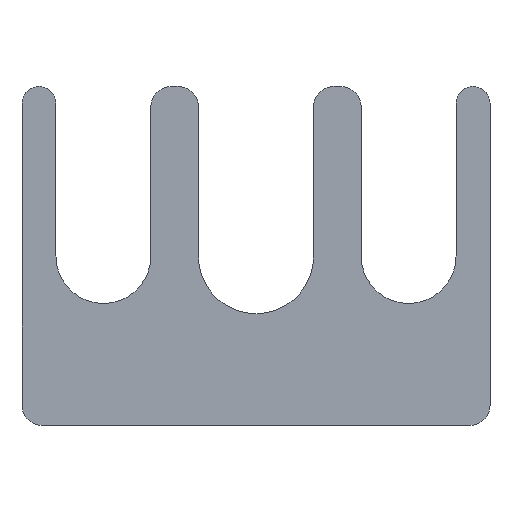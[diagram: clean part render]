
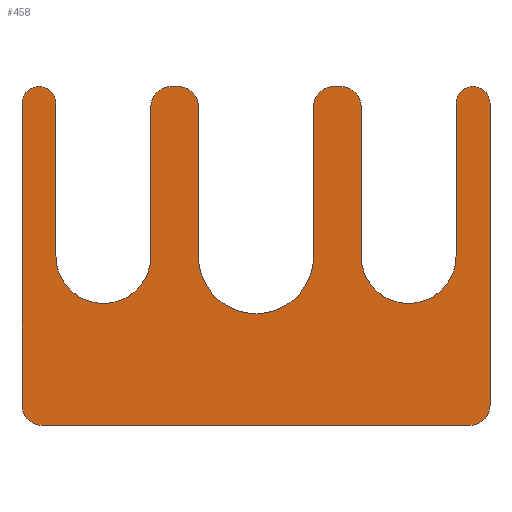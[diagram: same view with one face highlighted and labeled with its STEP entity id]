
A CAD part, top view. The second image highlights one B-rep face of the part: STEP entity #458.
In plain terms, the highlighted planar face has unit normal (0, 0, 1).
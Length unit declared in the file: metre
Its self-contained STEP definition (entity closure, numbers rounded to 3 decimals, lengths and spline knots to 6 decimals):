
#23=PLANE('',#517);
#29=LINE('',#672,#73);
#33=LINE('',#684,#77);
#37=LINE('',#696,#81);
#41=LINE('',#708,#85);
#45=LINE('',#720,#89);
#49=LINE('',#732,#93);
#53=LINE('',#744,#97);
#57=LINE('',#756,#101);
#61=LINE('',#768,#105);
#65=LINE('',#780,#109);
#68=LINE('',#789,#112);
#73=VECTOR('',#533,1.);
#77=VECTOR('',#545,1.);
#81=VECTOR('',#557,1.);
#85=VECTOR('',#569,1.);
#89=VECTOR('',#581,1.);
#93=VECTOR('',#593,1.);
#97=VECTOR('',#605,1.);
#101=VECTOR('',#617,1.);
#105=VECTOR('',#629,1.);
#109=VECTOR('',#641,1.);
#112=VECTOR('',#652,1.);
#201=ORIENTED_EDGE('',*,*,#247,.T.);
#202=ORIENTED_EDGE('',*,*,#251,.F.);
#203=ORIENTED_EDGE('',*,*,#254,.T.);
#204=ORIENTED_EDGE('',*,*,#257,.F.);
#205=ORIENTED_EDGE('',*,*,#260,.T.);
#206=ORIENTED_EDGE('',*,*,#263,.T.);
#207=ORIENTED_EDGE('',*,*,#266,.T.);
#208=ORIENTED_EDGE('',*,*,#269,.F.);
#209=ORIENTED_EDGE('',*,*,#272,.T.);
#210=ORIENTED_EDGE('',*,*,#275,.T.);
#211=ORIENTED_EDGE('',*,*,#278,.T.);
#212=ORIENTED_EDGE('',*,*,#281,.T.);
#213=ORIENTED_EDGE('',*,*,#284,.T.);
#214=ORIENTED_EDGE('',*,*,#287,.F.);
#215=ORIENTED_EDGE('',*,*,#290,.F.);
#216=ORIENTED_EDGE('',*,*,#293,.T.);
#217=ORIENTED_EDGE('',*,*,#296,.T.);
#218=ORIENTED_EDGE('',*,*,#299,.T.);
#219=ORIENTED_EDGE('',*,*,#302,.T.);
#220=ORIENTED_EDGE('',*,*,#305,.F.);
#221=ORIENTED_EDGE('',*,*,#308,.F.);
#222=ORIENTED_EDGE('',*,*,#310,.T.);
#247=EDGE_CURVE('',#314,#313,#356,.T.);
#251=EDGE_CURVE('',#316,#313,#29,.T.);
#254=EDGE_CURVE('',#316,#318,#358,.T.);
#257=EDGE_CURVE('',#320,#318,#33,.T.);
#260=EDGE_CURVE('',#320,#322,#360,.T.);
#263=EDGE_CURVE('',#322,#324,#37,.T.);
#266=EDGE_CURVE('',#324,#326,#362,.T.);
#269=EDGE_CURVE('',#328,#326,#41,.T.);
#272=EDGE_CURVE('',#328,#330,#364,.T.);
#275=EDGE_CURVE('',#330,#332,#45,.T.);
#278=EDGE_CURVE('',#332,#334,#366,.T.);
#281=EDGE_CURVE('',#334,#336,#49,.T.);
#284=EDGE_CURVE('',#336,#338,#368,.T.);
#287=EDGE_CURVE('',#340,#338,#53,.T.);
#290=EDGE_CURVE('',#342,#340,#370,.T.);
#293=EDGE_CURVE('',#342,#344,#57,.T.);
#296=EDGE_CURVE('',#344,#346,#372,.T.);
#299=EDGE_CURVE('',#346,#348,#61,.T.);
#302=EDGE_CURVE('',#348,#350,#374,.T.);
#305=EDGE_CURVE('',#352,#350,#65,.T.);
#308=EDGE_CURVE('',#354,#352,#376,.T.);
#310=EDGE_CURVE('',#354,#314,#68,.T.);
#313=VERTEX_POINT('',#663);
#314=VERTEX_POINT('',#665);
#316=VERTEX_POINT('',#671);
#318=VERTEX_POINT('',#677);
#320=VERTEX_POINT('',#683);
#322=VERTEX_POINT('',#689);
#324=VERTEX_POINT('',#695);
#326=VERTEX_POINT('',#701);
#328=VERTEX_POINT('',#707);
#330=VERTEX_POINT('',#713);
#332=VERTEX_POINT('',#719);
#334=VERTEX_POINT('',#725);
#336=VERTEX_POINT('',#731);
#338=VERTEX_POINT('',#737);
#340=VERTEX_POINT('',#743);
#342=VERTEX_POINT('',#749);
#344=VERTEX_POINT('',#755);
#346=VERTEX_POINT('',#761);
#348=VERTEX_POINT('',#767);
#350=VERTEX_POINT('',#773);
#352=VERTEX_POINT('',#779);
#354=VERTEX_POINT('',#785);
#356=CIRCLE('',#475,0.00127);
#358=CIRCLE('',#479,0.001524);
#360=CIRCLE('',#483,0.001524);
#362=CIRCLE('',#487,0.00127);
#364=CIRCLE('',#491,0.003556);
#366=CIRCLE('',#495,0.001524);
#368=CIRCLE('',#499,0.001524);
#370=CIRCLE('',#503,0.004318);
#372=CIRCLE('',#507,0.001524);
#374=CIRCLE('',#511,0.001524);
#376=CIRCLE('',#515,0.003556);
#399=EDGE_LOOP('',(#201,#202,#203,#204,#205,#206,#207,#208,#209,#210,#211,
#212,#213,#214,#215,#216,#217,#218,#219,#220,#221,#222));
#423=FACE_BOUND('',#399,.T.);
#458=ADVANCED_FACE('',(#423),#23,.T.);
#475=AXIS2_PLACEMENT_3D('',#664,#526,#527);
#479=AXIS2_PLACEMENT_3D('',#678,#539,#540);
#483=AXIS2_PLACEMENT_3D('',#690,#551,#552);
#487=AXIS2_PLACEMENT_3D('',#702,#563,#564);
#491=AXIS2_PLACEMENT_3D('',#714,#575,#576);
#495=AXIS2_PLACEMENT_3D('',#726,#587,#588);
#499=AXIS2_PLACEMENT_3D('',#738,#599,#600);
#503=AXIS2_PLACEMENT_3D('',#750,#611,#612);
#507=AXIS2_PLACEMENT_3D('',#762,#623,#624);
#511=AXIS2_PLACEMENT_3D('',#774,#635,#636);
#515=AXIS2_PLACEMENT_3D('',#786,#647,#648);
#517=AXIS2_PLACEMENT_3D('',#790,#653,#654);
#526=DIRECTION('',(0.,0.,1.));
#527=DIRECTION('',(1.,0.,0.));
#533=DIRECTION('',(0.,1.,0.));
#539=DIRECTION('',(0.,0.,1.));
#540=DIRECTION('',(1.,0.,0.));
#545=DIRECTION('',(-1.,0.,0.));
#551=DIRECTION('',(0.,0.,1.));
#552=DIRECTION('',(1.,0.,0.));
#557=DIRECTION('',(0.,1.,0.));
#563=DIRECTION('',(0.,0.,1.));
#564=DIRECTION('',(1.,0.,0.));
#569=DIRECTION('',(0.,1.,0.));
#575=DIRECTION('',(0.,0.,-1.));
#576=DIRECTION('',(1.,0.,0.));
#581=DIRECTION('',(0.,1.,0.));
#587=DIRECTION('',(0.,0.,1.));
#588=DIRECTION('',(1.,0.,0.));
#593=DIRECTION('',(-1.,0.,0.));
#599=DIRECTION('',(0.,0.,1.));
#600=DIRECTION('',(1.,0.,0.));
#605=DIRECTION('',(0.,1.,0.));
#611=DIRECTION('',(0.,0.,1.));
#612=DIRECTION('',(1.,0.,0.));
#617=DIRECTION('',(0.,1.,0.));
#623=DIRECTION('',(0.,0.,1.));
#624=DIRECTION('',(1.,0.,0.));
#629=DIRECTION('',(-1.,0.,0.));
#635=DIRECTION('',(0.,0.,1.));
#636=DIRECTION('',(1.,0.,0.));
#641=DIRECTION('',(0.,1.,0.));
#647=DIRECTION('',(0.,0.,1.));
#648=DIRECTION('',(1.,0.,0.));
#652=DIRECTION('',(0.,1.,0.));
#653=DIRECTION('',(0.,0.,1.));
#654=DIRECTION('',(1.,0.,0.));
#663=CARTESIAN_POINT('',(-0.017526,0.01143,0.00025));
#664=CARTESIAN_POINT('',(-0.016256,0.01143,0.00025));
#665=CARTESIAN_POINT('',(-0.014986,0.01143,0.00025));
#671=CARTESIAN_POINT('',(-0.017526,-0.011176,0.00025));
#672=CARTESIAN_POINT('',(-0.017526,0.000127,0.00025));
#677=CARTESIAN_POINT('',(-0.016002,-0.0127,0.00025));
#678=CARTESIAN_POINT('',(-0.016002,-0.011176,0.00025));
#683=CARTESIAN_POINT('',(0.016002,-0.0127,0.00025));
#684=CARTESIAN_POINT('',(0.,-0.0127,0.00025));
#689=CARTESIAN_POINT('',(0.017526,-0.011176,0.00025));
#690=CARTESIAN_POINT('',(0.016002,-0.011176,0.00025));
#695=CARTESIAN_POINT('',(0.017526,0.01143,0.00025));
#696=CARTESIAN_POINT('',(0.017526,0.000127,0.00025));
#701=CARTESIAN_POINT('',(0.014986,0.01143,0.00025));
#702=CARTESIAN_POINT('',(0.016256,0.01143,0.00025));
#707=CARTESIAN_POINT('',(0.014986,0.,0.00025));
#708=CARTESIAN_POINT('',(0.014986,0.005715,0.00025));
#713=CARTESIAN_POINT('',(0.007874,0.,0.00025));
#714=CARTESIAN_POINT('',(0.01143,0.,0.00025));
#719=CARTESIAN_POINT('',(0.007874,0.011176,0.00025));
#720=CARTESIAN_POINT('',(0.007874,0.005588,0.00025));
#725=CARTESIAN_POINT('',(0.00635,0.0127,0.00025));
#726=CARTESIAN_POINT('',(0.00635,0.011176,0.00025));
#731=CARTESIAN_POINT('',(0.005842,0.0127,0.00025));
#732=CARTESIAN_POINT('',(0.006096,0.0127,0.00025));
#737=CARTESIAN_POINT('',(0.004318,0.011176,0.00025));
#738=CARTESIAN_POINT('',(0.005842,0.011176,0.00025));
#743=CARTESIAN_POINT('',(0.004318,0.,0.00025));
#744=CARTESIAN_POINT('',(0.004318,0.005588,0.00025));
#749=CARTESIAN_POINT('',(-0.004318,0.,0.00025));
#750=CARTESIAN_POINT('',(0.,0.,0.00025));
#755=CARTESIAN_POINT('',(-0.004318,0.011176,0.00025));
#756=CARTESIAN_POINT('',(-0.004318,0.005588,0.00025));
#761=CARTESIAN_POINT('',(-0.005842,0.0127,0.00025));
#762=CARTESIAN_POINT('',(-0.005842,0.011176,0.00025));
#767=CARTESIAN_POINT('',(-0.00635,0.0127,0.00025));
#768=CARTESIAN_POINT('',(-0.006096,0.0127,0.00025));
#773=CARTESIAN_POINT('',(-0.007874,0.011176,0.00025));
#774=CARTESIAN_POINT('',(-0.00635,0.011176,0.00025));
#779=CARTESIAN_POINT('',(-0.007874,0.,0.00025));
#780=CARTESIAN_POINT('',(-0.007874,0.005588,0.00025));
#785=CARTESIAN_POINT('',(-0.014986,0.,0.00025));
#786=CARTESIAN_POINT('',(-0.01143,0.,0.00025));
#789=CARTESIAN_POINT('',(-0.014986,0.005715,0.00025));
#790=CARTESIAN_POINT('',(0.,0.,0.00025));
